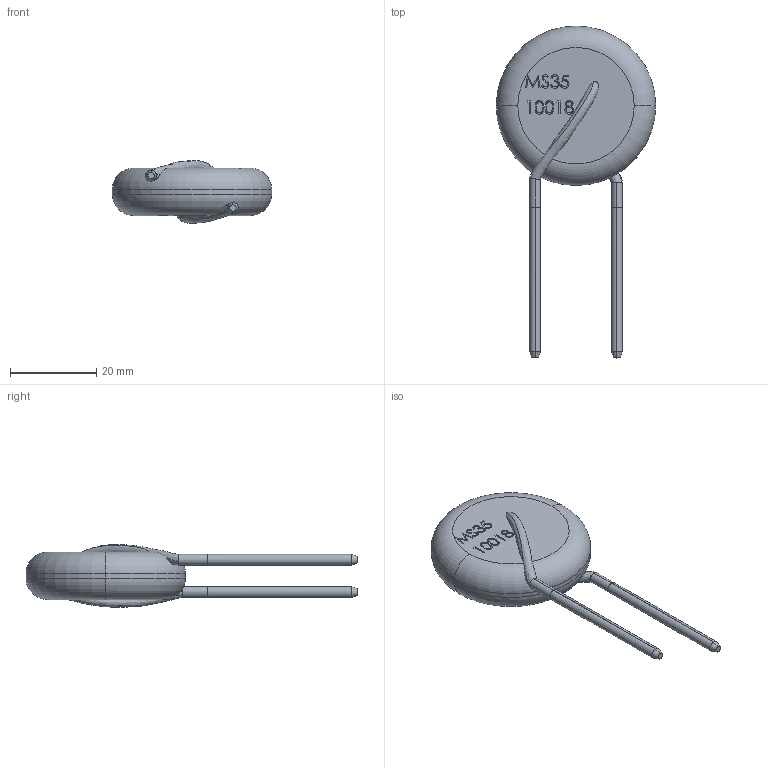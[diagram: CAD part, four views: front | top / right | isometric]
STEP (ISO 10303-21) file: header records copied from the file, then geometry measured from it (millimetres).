
FILE_DESCRIPTION (( 'STEP AP203' ), '1' );
FILE_NAME ('MS3510018.STEP', '2015-05-27T12:04:06', ( 'admin' ), ( '' ), 'SwSTEP 2.0', 'SolidWorks 2015', '' );
FILE_SCHEMA (( 'CONFIG_CONTROL_DESIGN' ));
Length unit declared in the file: millimetre
Products named in the file (1): MS3510018
Bounding box: 37 x 77 x 14.55 mm (x, y, z)
Surface area: 4197.2 mm2 (no closed solid volume)
Topology: 0 solids, 3 shells, 272 faces, 725 edges, 480 vertices
Faces by surface type: bspline 151, plane 103, cylinder 10, cone 4, torus 4
Entity records: 17638 total; most frequent: CARTESIAN_POINT 11846, ORIENTED_EDGE 1442, EDGE_CURVE 725, DIRECTION 684, VERTEX_POINT 480, VECTOR 376, LINE 376, B_SPLINE_CURVE_WITH_KNOTS 309
